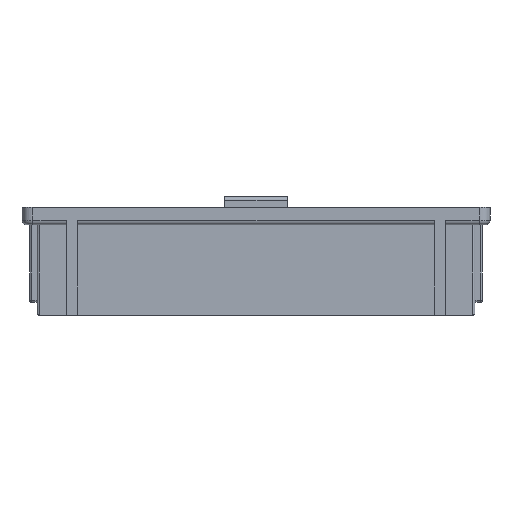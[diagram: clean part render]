
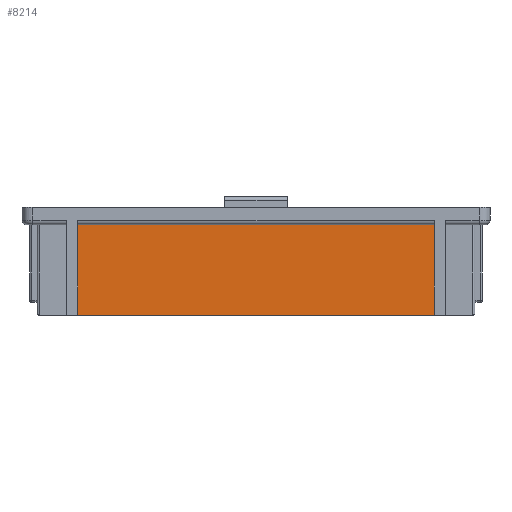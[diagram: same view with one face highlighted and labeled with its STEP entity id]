
A CAD part, front view. The second image highlights one B-rep face of the part: STEP entity #8214.
In plain terms, the highlighted planar face has unit normal (0, -1, 0).
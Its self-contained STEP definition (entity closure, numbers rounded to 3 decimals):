
#1617 = ORIENTED_EDGE ( 'NONE', *, *, #25735, .T. ) ;
#1967 = DIRECTION ( 'NONE',  ( 0., 0., 1. ) ) ;
#2483 = CARTESIAN_POINT ( 'NONE',  ( -8.275, -3.025, 0. ) ) ;
#3113 = DIRECTION ( 'NONE',  ( 0., 0., -1. ) ) ;
#4370 = LINE ( 'NONE', #15829, #10661 ) ;
#4739 = CARTESIAN_POINT ( 'NONE',  ( 8.275, -3.025, 4.2 ) ) ;
#5016 = EDGE_CURVE ( 'NONE', #19588, #22285, #27786, .T. ) ;
#5864 = LINE ( 'NONE', #11443, #16591 ) ;
#6771 = VECTOR ( 'NONE', #36295, 1000. ) ;
#8214 = ADVANCED_FACE ( 'NONE', ( #18022 ), #29304, .T. ) ;
#8318 = VECTOR ( 'NONE', #1967, 1000. ) ;
#10522 = EDGE_CURVE ( 'NONE', #22285, #17131, #13065, .T. ) ;
#10661 = VECTOR ( 'NONE', #16008, 1000. ) ;
#10739 = AXIS2_PLACEMENT_3D ( 'NONE', #35584, #12864, #21153 ) ;
#10815 = CARTESIAN_POINT ( 'NONE',  ( 8.275, -3.025, 4.2 ) ) ;
#11443 = CARTESIAN_POINT ( 'NONE',  ( -8.275, -3.025, 4.2 ) ) ;
#11708 = EDGE_CURVE ( 'NONE', #17131, #22215, #4370, .T. ) ;
#11965 = ORIENTED_EDGE ( 'NONE', *, *, #11708, .T. ) ;
#12031 = EDGE_LOOP ( 'NONE', ( #1617, #17178, #28562, #11965 ) ) ;
#12864 = DIRECTION ( 'NONE',  ( 0., -1., 0. ) ) ;
#13065 = LINE ( 'NONE', #4739, #8318 ) ;
#14370 = CARTESIAN_POINT ( 'NONE',  ( -8.275, -3.025, 0. ) ) ;
#15829 = CARTESIAN_POINT ( 'NONE',  ( -8.275, -3.025, 4.2 ) ) ;
#16008 = DIRECTION ( 'NONE',  ( -1., 0., 0. ) ) ;
#16591 = VECTOR ( 'NONE', #3113, 1000. ) ;
#17131 = VERTEX_POINT ( 'NONE', #10815 ) ;
#17178 = ORIENTED_EDGE ( 'NONE', *, *, #5016, .T. ) ;
#18022 = FACE_OUTER_BOUND ( 'NONE', #12031, .T. ) ;
#19588 = VERTEX_POINT ( 'NONE', #14370 ) ;
#21153 = DIRECTION ( 'NONE',  ( 0., 0., -1. ) ) ;
#22215 = VERTEX_POINT ( 'NONE', #33365 ) ;
#22285 = VERTEX_POINT ( 'NONE', #30568 ) ;
#25735 = EDGE_CURVE ( 'NONE', #22215, #19588, #5864, .T. ) ;
#27786 = LINE ( 'NONE', #2483, #6771 ) ;
#28562 = ORIENTED_EDGE ( 'NONE', *, *, #10522, .T. ) ;
#29304 = PLANE ( 'NONE',  #10739 ) ;
#30568 = CARTESIAN_POINT ( 'NONE',  ( 8.275, -3.025, 0. ) ) ;
#33365 = CARTESIAN_POINT ( 'NONE',  ( -8.275, -3.025, 4.2 ) ) ;
#35584 = CARTESIAN_POINT ( 'NONE',  ( 0., -3.025, 0. ) ) ;
#36295 = DIRECTION ( 'NONE',  ( 1., 0., 0. ) ) ;
